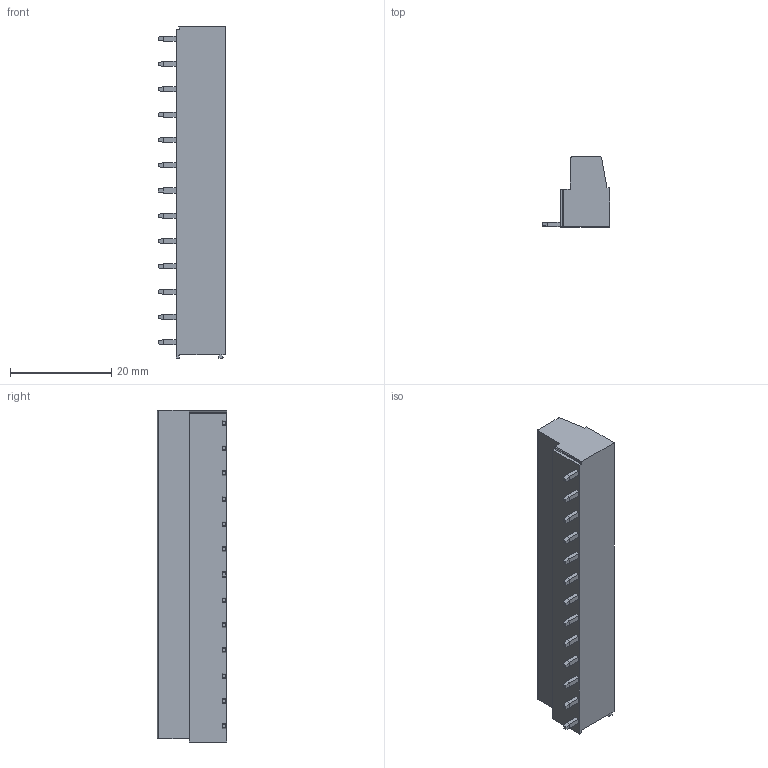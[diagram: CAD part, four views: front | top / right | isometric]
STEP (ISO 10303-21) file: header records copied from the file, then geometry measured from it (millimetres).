
FILE_DESCRIPTION((''),'2;1');
FILE_NAME('PRT0001','2024-11-30T',('sj'),(''),'PRO/ENGINEER BY PARAMETRIC TECHNOLOGY CORPORATION, 2013240','PRO/ENGINEER BY PARAMETRIC TECHNOLOGY CORPORATION, 2013240','');
FILE_SCHEMA(('AUTOMOTIVE_DESIGN_CC2 { 1 2 10303 214 -1 1 5 2 }'));
Length unit declared in the file: millimetre
Products named in the file (1): PRT0001
Bounding box: 13.35 x 13.8 x 65.6 mm (x, y, z)
Volume: 7182 mm3; surface area: 4096.8 mm2
Topology: 1 solids, 1 shells, 481 faces, 1138 edges, 724 vertices
Faces by surface type: plane 395, cylinder 60, torus 26
Entity records: 13774 total; most frequent: CARTESIAN_POINT 2603, ORIENTED_EDGE 2276, DIRECTION 2246, EDGE_CURVE 1138, VECTOR 888, LINE 888, VERTEX_POINT 724, AXIS2_PLACEMENT_3D 679
